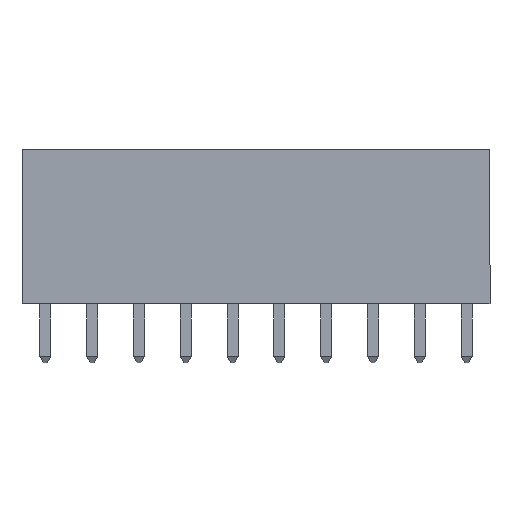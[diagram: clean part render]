
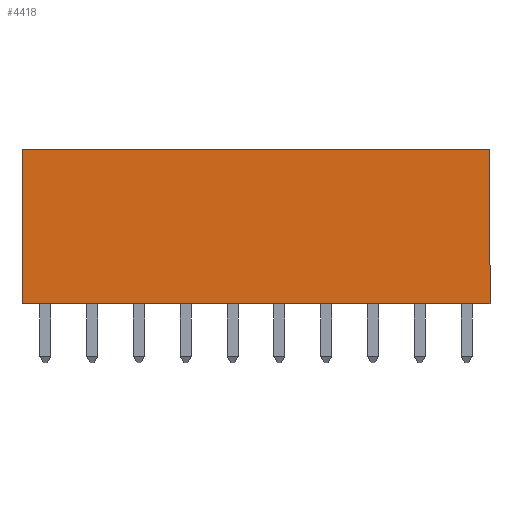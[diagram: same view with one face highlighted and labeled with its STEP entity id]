
A CAD part, front view. The second image highlights one B-rep face of the part: STEP entity #4418.
In plain terms, the highlighted planar face has unit normal (0, -1, 0).
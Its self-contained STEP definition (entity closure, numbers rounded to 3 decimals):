
#398 = EDGE_CURVE ( 'NONE', #5744, #2920, #10832, .T. ) ;
#1125 = CARTESIAN_POINT ( 'NONE',  ( 0., -1.27, 8.4 ) ) ;
#1142 = CARTESIAN_POINT ( 'NONE',  ( -1.27, -1.27, 8.4 ) ) ;
#2582 = VECTOR ( 'NONE', #5919, 1000. ) ;
#2920 = VERTEX_POINT ( 'NONE', #10722 ) ;
#2999 = LINE ( 'NONE', #5158, #7733 ) ;
#3014 = ORIENTED_EDGE ( 'NONE', *, *, #3126, .F. ) ;
#3126 = EDGE_CURVE ( 'NONE', #10950, #5744, #3979, .T. ) ;
#3819 = ORIENTED_EDGE ( 'NONE', *, *, #8068, .F. ) ;
#3857 = VECTOR ( 'NONE', #5060, 1000. ) ;
#3979 = LINE ( 'NONE', #1125, #8725 ) ;
#4059 = DIRECTION ( 'NONE',  ( 0., -1., 0. ) ) ;
#4418 = ADVANCED_FACE ( 'NONE', ( #10123 ), #5794, .T. ) ;
#4745 = CARTESIAN_POINT ( 'NONE',  ( 24.13, -1.27, 8.4 ) ) ;
#4912 = EDGE_CURVE ( 'NONE', #9720, #2920, #2999, .T. ) ;
#5014 = CARTESIAN_POINT ( 'NONE',  ( -1.27, -1.27, 0. ) ) ;
#5060 = DIRECTION ( 'NONE',  ( 0., 0., -1. ) ) ;
#5158 = CARTESIAN_POINT ( 'NONE',  ( -1.27, -1.27, 0. ) ) ;
#5744 = VERTEX_POINT ( 'NONE', #4745 ) ;
#5794 = PLANE ( 'NONE',  #10349 ) ;
#5919 = DIRECTION ( 'NONE',  ( 0., 0., 1. ) ) ;
#6665 = ORIENTED_EDGE ( 'NONE', *, *, #4912, .T. ) ;
#7070 = ORIENTED_EDGE ( 'NONE', *, *, #398, .F. ) ;
#7341 = DIRECTION ( 'NONE',  ( 1., 0., 0. ) ) ;
#7606 = LINE ( 'NONE', #5014, #2582 ) ;
#7709 = CARTESIAN_POINT ( 'NONE',  ( -1.27, -1.27, 0. ) ) ;
#7733 = VECTOR ( 'NONE', #11409, 1000. ) ;
#7753 = EDGE_LOOP ( 'NONE', ( #3014, #3819, #6665, #7070 ) ) ;
#8068 = EDGE_CURVE ( 'NONE', #9720, #10950, #7606, .T. ) ;
#8725 = VECTOR ( 'NONE', #7341, 1000. ) ;
#9369 = CARTESIAN_POINT ( 'NONE',  ( -1.27, -1.27, 0. ) ) ;
#9720 = VERTEX_POINT ( 'NONE', #7709 ) ;
#10123 = FACE_OUTER_BOUND ( 'NONE', #7753, .T. ) ;
#10277 = DIRECTION ( 'NONE',  ( 0., 0., -1. ) ) ;
#10349 = AXIS2_PLACEMENT_3D ( 'NONE', #9369, #4059, #10277 ) ;
#10409 = CARTESIAN_POINT ( 'NONE',  ( 24.13, -1.27, 0. ) ) ;
#10722 = CARTESIAN_POINT ( 'NONE',  ( 24.13, -1.27, 0. ) ) ;
#10832 = LINE ( 'NONE', #10409, #3857 ) ;
#10950 = VERTEX_POINT ( 'NONE', #1142 ) ;
#11409 = DIRECTION ( 'NONE',  ( 1., 0., 0. ) ) ;
